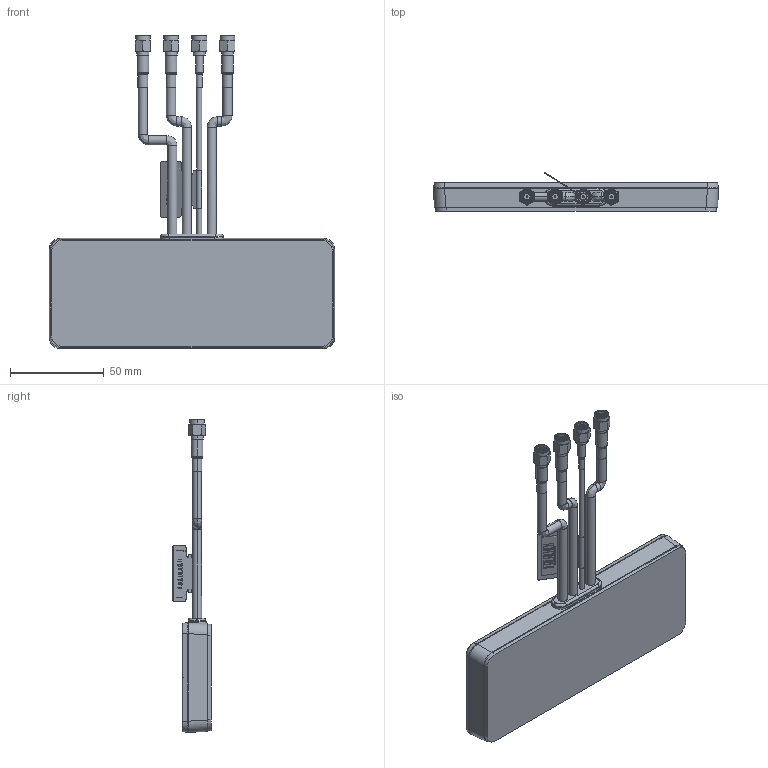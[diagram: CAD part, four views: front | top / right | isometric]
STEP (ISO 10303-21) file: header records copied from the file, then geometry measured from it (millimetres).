
FILE_DESCRIPTION (( 'STEP AP214' ), '1' );
FILE_NAME ('MA284.LBIC.001_web.STEP', '2022-03-21T10:41:19', ( '' ), ( '' ), 'SwSTEP 2.0', 'SolidWorks 2018', '' );
FILE_SCHEMA (( 'AUTOMOTIVE_DESIGN' ));
Length unit declared in the file: millimetre
Products named in the file (1): MA284.LBIC.001_web
Bounding box: 151.77 x 20.28 x 166.49 mm (x, y, z)
Surface area: 42835.2 mm2 (no closed solid volume)
Topology: 0 solids, 44 shells, 405 faces, 1403 edges, 1019 vertices
Faces by surface type: plane 155, cylinder 132, bspline 90, cone 28
Entity records: 28809 total; most frequent: CARTESIAN_POINT 15712, ORIENTED_EDGE 2310, EDGE_CURVE 1404, B_SPLINE_CURVE_WITH_KNOTS 1229, VERTEX_POINT 1019, DIRECTION 630, EDGE_LOOP 473, UNCERTAINTY_MEASURE_WITH_UNIT 406
